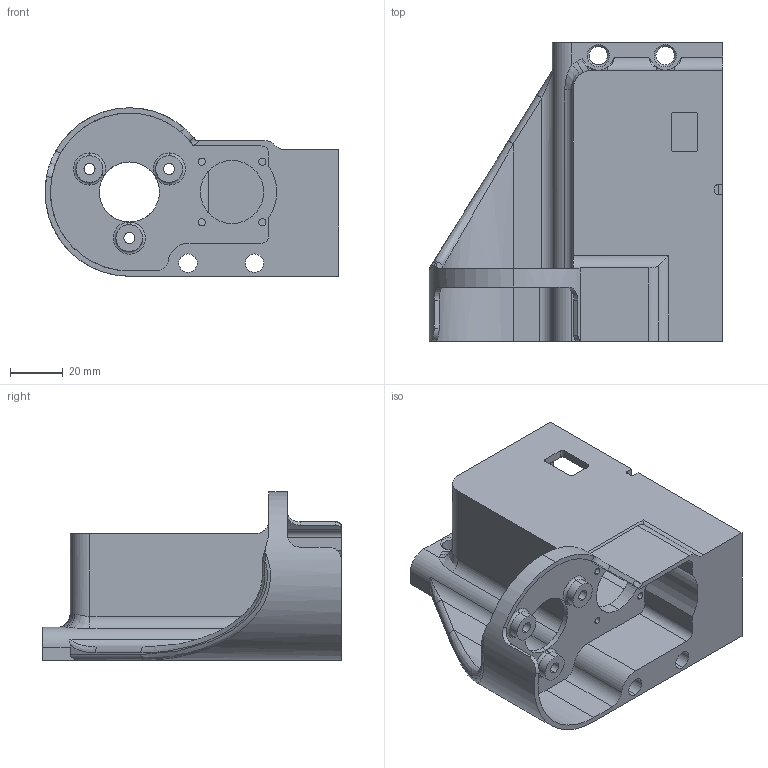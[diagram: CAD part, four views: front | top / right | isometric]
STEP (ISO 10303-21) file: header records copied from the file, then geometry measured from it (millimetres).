
FILE_DESCRIPTION (( 'STEP AP214' ), '1' );
FILE_NAME ('SPI Commutator Enclosure Motor Enclosed.STEP', '2023-09-11T21:33:14', ( '' ), ( '' ), 'SwSTEP 2.0', 'SolidWorks 2023', '' );
FILE_SCHEMA (( 'AUTOMOTIVE_DESIGN' ));
Length unit declared in the file: millimetre
Products named in the file (1): SPI Commutator Enclosure Motor Enclosed
Bounding box: 111.59 x 113.5 x 64 mm (x, y, z)
Volume: 94202.9 mm3; surface area: 61993.4 mm2
Topology: 1 solids, 1 shells, 196 faces, 542 edges, 348 vertices
Faces by surface type: cylinder 81, plane 74, bspline 25, torus 8, cone 7, sphere 1
Entity records: 7878 total; most frequent: CARTESIAN_POINT 2892, ORIENTED_EDGE 1076, DIRECTION 1000, EDGE_CURVE 538, AXIS2_PLACEMENT_3D 363, VERTEX_POINT 348, LINE 274, VECTOR 274
